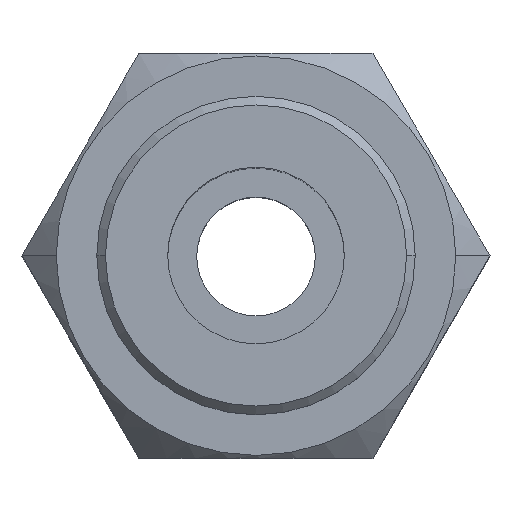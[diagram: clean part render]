
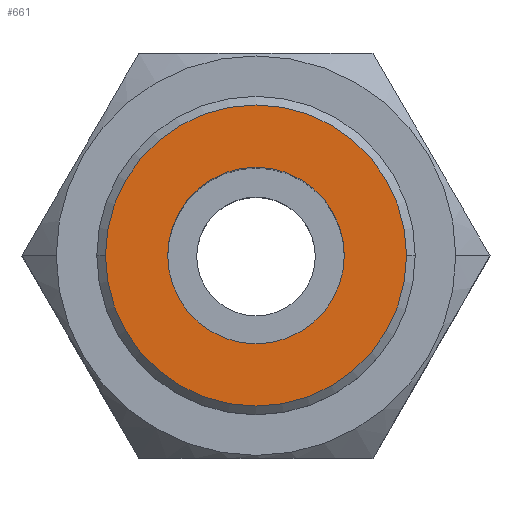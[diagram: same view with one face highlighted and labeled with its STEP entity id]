
A CAD part, top view. The second image highlights one B-rep face of the part: STEP entity #661.
In plain terms, the highlighted planar face has unit normal (0, 0, 1).
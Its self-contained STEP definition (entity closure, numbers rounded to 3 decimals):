
#9 = AXIS2_PLACEMENT_3D ( 'NONE', #298, #278, #257 ) ;
#146 = AXIS2_PLACEMENT_3D ( 'NONE', #204, #199, #195 ) ;
#195 = DIRECTION ( 'NONE',  ( 1., 0., 0. ) ) ;
#196 = ORIENTED_EDGE ( 'NONE', *, *, #458, .T. ) ;
#199 = DIRECTION ( 'NONE',  ( 0., 0., -1. ) ) ;
#204 = CARTESIAN_POINT ( 'NONE',  ( 0., 0., 27. ) ) ;
#209 = AXIS2_PLACEMENT_3D ( 'NONE', #652, #634, #623 ) ;
#221 = ORIENTED_EDGE ( 'NONE', *, *, #333, .T. ) ;
#223 = ORIENTED_EDGE ( 'NONE', *, *, #305, .T. ) ;
#227 = AXIS2_PLACEMENT_3D ( 'NONE', #713, #703, #700 ) ;
#230 = VERTEX_POINT ( 'NONE', #883 ) ;
#257 = DIRECTION ( 'NONE',  ( 1., 0., 0. ) ) ;
#262 = ORIENTED_EDGE ( 'NONE', *, *, #979, .T. ) ;
#278 = DIRECTION ( 'NONE',  ( 0., 0., 1. ) ) ;
#298 = CARTESIAN_POINT ( 'NONE',  ( 2.6, 0., 27. ) ) ;
#305 = EDGE_CURVE ( 'NONE', #390, #230, #1159, .T. ) ;
#333 = EDGE_CURVE ( 'NONE', #969, #1335, #894, .T. ) ;
#387 = PLANE ( 'NONE',  #9 ) ;
#390 = VERTEX_POINT ( 'NONE', #427 ) ;
#427 = CARTESIAN_POINT ( 'NONE',  ( -5.2, 0., 27. ) ) ;
#458 = EDGE_CURVE ( 'NONE', #1335, #969, #1103, .T. ) ;
#507 = FACE_OUTER_BOUND ( 'NONE', #1032, .T. ) ;
#523 = CARTESIAN_POINT ( 'NONE',  ( 3.05, 0., 27. ) ) ;
#623 = DIRECTION ( 'NONE',  ( 1., 0., 0. ) ) ;
#634 = DIRECTION ( 'NONE',  ( 0., 0., -1. ) ) ;
#645 = DIRECTION ( 'NONE',  ( -1., 0., 0. ) ) ;
#646 = DIRECTION ( 'NONE',  ( 0., 0., 1. ) ) ;
#652 = CARTESIAN_POINT ( 'NONE',  ( 0., 0., 27. ) ) ;
#653 = CARTESIAN_POINT ( 'NONE',  ( 0., 0., 27. ) ) ;
#661 = ADVANCED_FACE ( 'NONE', ( #989, #507 ), #387, .T. ) ;
#700 = DIRECTION ( 'NONE',  ( -1., 0., 0. ) ) ;
#703 = DIRECTION ( 'NONE',  ( 0., 0., 1. ) ) ;
#713 = CARTESIAN_POINT ( 'NONE',  ( 0., 0., 27. ) ) ;
#782 = CARTESIAN_POINT ( 'NONE',  ( -3.05, 0., 27. ) ) ;
#880 = EDGE_LOOP ( 'NONE', ( #196, #221 ) ) ;
#883 = CARTESIAN_POINT ( 'NONE',  ( 5.2, 0., 27. ) ) ;
#894 = CIRCLE ( 'NONE', #209, 3.05 ) ;
#934 = AXIS2_PLACEMENT_3D ( 'NONE', #653, #646, #645 ) ;
#969 = VERTEX_POINT ( 'NONE', #782 ) ;
#979 = EDGE_CURVE ( 'NONE', #230, #390, #1304, .T. ) ;
#989 = FACE_BOUND ( 'NONE', #880, .T. ) ;
#1032 = EDGE_LOOP ( 'NONE', ( #223, #262 ) ) ;
#1103 = CIRCLE ( 'NONE', #146, 3.05 ) ;
#1159 = CIRCLE ( 'NONE', #227, 5.2 ) ;
#1304 = CIRCLE ( 'NONE', #934, 5.2 ) ;
#1335 = VERTEX_POINT ( 'NONE', #523 ) ;
